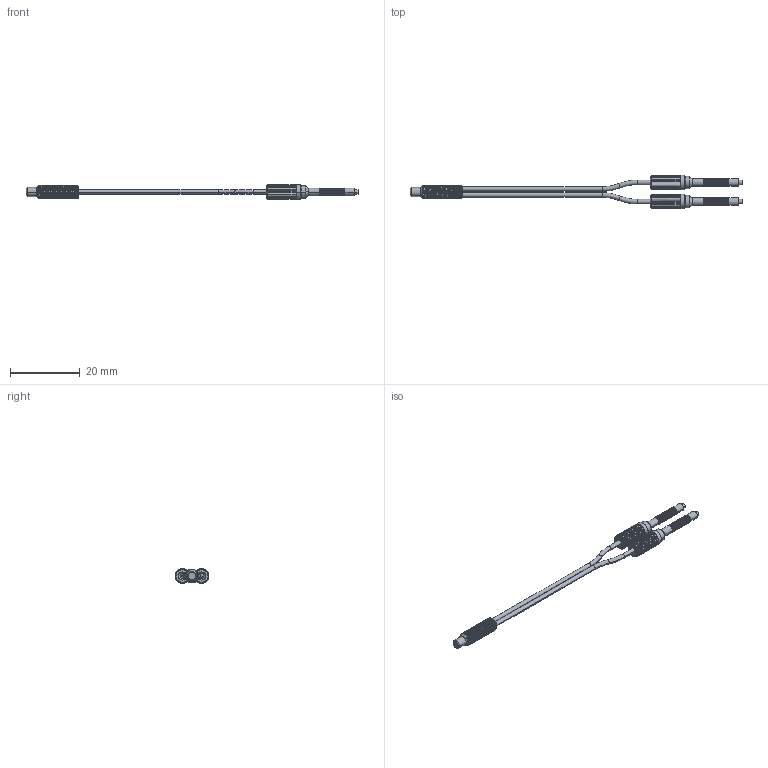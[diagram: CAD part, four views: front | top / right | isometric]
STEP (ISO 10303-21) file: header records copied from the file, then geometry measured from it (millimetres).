
FILE_DESCRIPTION((''),'2;1');
FILE_NAME('PR-66_ASM','2020-06-06T10:07:21',('Administrator'),(''),'CREO PARAMETRIC BY PTC INC, 2018400','CREO PARAMETRIC BY PTC INC, 2018400','');
FILE_SCHEMA(('AUTOMOTIVE_DESIGN { 1 0 10303 214 1 1 1 1 }'));
Length unit declared in the file: millimetre
Products named in the file (5): M4-TOU_; 13XXX___; JW22_13___; 13XIAN___ASM; PR-66_ASM
Assembly tree (5 placements, depth 3):
  PR-66_ASM
    M4-TOU_
    13XIAN___ASM
      13XXX___
      JW22_13___  x2
Bounding box: 95 x 9.7 x 4.2 mm (x, y, z)
Volume: 673.7 mm3; surface area: 1761.2 mm2
Topology: 5 solids, 5 shells, 813 faces, 1960 edges, 1161 vertices
Faces by surface type: cylinder 410, plane 214, torus 160, bspline 15, cone 14
Entity records: 19782 total; most frequent: CARTESIAN_POINT 8973, DIRECTION 2400, ORIENTED_EDGE 2148, AXIS2_PLACEMENT_3D 1079, EDGE_CURVE 1074, VERTEX_POINT 639, CIRCLE 636, EDGE_LOOP 449
